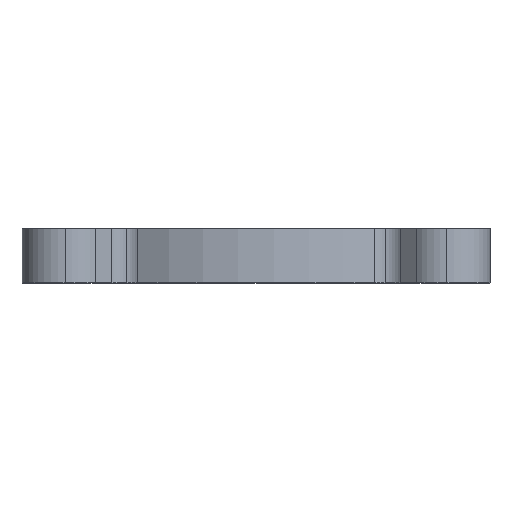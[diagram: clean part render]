
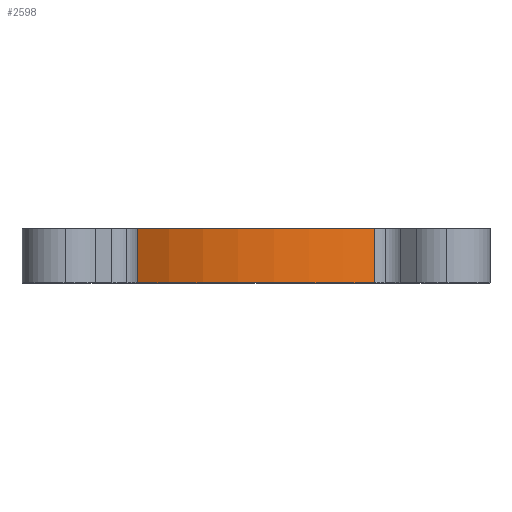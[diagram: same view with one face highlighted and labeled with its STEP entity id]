
A CAD part, top view. The second image highlights one B-rep face of the part: STEP entity #2598.
In plain terms, the highlighted cylindrical face has radius 16.51 mm (diameter 33.02 mm), a partial arc.
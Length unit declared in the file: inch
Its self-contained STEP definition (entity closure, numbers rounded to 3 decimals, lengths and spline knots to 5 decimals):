
#48 = DIRECTION ( 'NONE',  ( 0., -1., 0. ) ) ;
#110 = EDGE_LOOP ( 'NONE', ( #1759, #690, #1243, #224 ) ) ;
#202 = VERTEX_POINT ( 'NONE', #1903 ) ;
#224 = ORIENTED_EDGE ( 'NONE', *, *, #1795, .T. ) ;
#227 = AXIS2_PLACEMENT_3D ( 'NONE', #2564, #48, #1726 ) ;
#241 = DIRECTION ( 'NONE',  ( 0., 0., 1. ) ) ;
#261 = DIRECTION ( 'NONE',  ( 0., 1., 0. ) ) ;
#268 = CARTESIAN_POINT ( 'NONE',  ( 0., 0., 0. ) ) ;
#438 = CIRCLE ( 'NONE', #1285, 0.65 ) ;
#454 = EDGE_CURVE ( 'NONE', #2594, #718, #2719, .T. ) ;
#597 = LINE ( 'NONE', #2462, #1730 ) ;
#649 = CIRCLE ( 'NONE', #2638, 0.65 ) ;
#690 = ORIENTED_EDGE ( 'NONE', *, *, #454, .T. ) ;
#718 = VERTEX_POINT ( 'NONE', #2259 ) ;
#735 = DIRECTION ( 'NONE',  ( 0., 1., 0. ) ) ;
#829 = CYLINDRICAL_SURFACE ( 'NONE', #227, 0.65 ) ;
#1157 = EDGE_CURVE ( 'NONE', #2558, #2594, #438, .T. ) ;
#1243 = ORIENTED_EDGE ( 'NONE', *, *, #2348, .F. ) ;
#1280 = CARTESIAN_POINT ( 'NONE',  ( 0.32924, 0., 0.56045 ) ) ;
#1285 = AXIS2_PLACEMENT_3D ( 'NONE', #268, #261, #241 ) ;
#1498 = CARTESIAN_POINT ( 'NONE',  ( 0.32924, 0.15, 0.56045 ) ) ;
#1579 = VECTOR ( 'NONE', #2593, 39.37008 ) ;
#1726 = DIRECTION ( 'NONE',  ( 0., 0., -1. ) ) ;
#1730 = VECTOR ( 'NONE', #2499, 39.37008 ) ;
#1759 = ORIENTED_EDGE ( 'NONE', *, *, #1157, .T. ) ;
#1795 = EDGE_CURVE ( 'NONE', #202, #2558, #597, .T. ) ;
#1903 = CARTESIAN_POINT ( 'NONE',  ( -0.32924, 0.15, 0.56045 ) ) ;
#1908 = CARTESIAN_POINT ( 'NONE',  ( -0.32924, 0., 0.56045 ) ) ;
#2029 = CARTESIAN_POINT ( 'NONE',  ( 0., 0.15, 0. ) ) ;
#2254 = DIRECTION ( 'NONE',  ( 0., 0., 1. ) ) ;
#2259 = CARTESIAN_POINT ( 'NONE',  ( 0.32924, 0.15, 0.56045 ) ) ;
#2348 = EDGE_CURVE ( 'NONE', #202, #718, #649, .T. ) ;
#2462 = CARTESIAN_POINT ( 'NONE',  ( -0.32924, 0.15, 0.56045 ) ) ;
#2499 = DIRECTION ( 'NONE',  ( 0., -1., 0. ) ) ;
#2541 = FACE_OUTER_BOUND ( 'NONE', #110, .T. ) ;
#2558 = VERTEX_POINT ( 'NONE', #1908 ) ;
#2564 = CARTESIAN_POINT ( 'NONE',  ( 0., 0.15, 0. ) ) ;
#2593 = DIRECTION ( 'NONE',  ( 0., 1., 0. ) ) ;
#2594 = VERTEX_POINT ( 'NONE', #1280 ) ;
#2598 = ADVANCED_FACE ( 'NONE', ( #2541 ), #829, .T. ) ;
#2638 = AXIS2_PLACEMENT_3D ( 'NONE', #2029, #735, #2254 ) ;
#2719 = LINE ( 'NONE', #1498, #1579 ) ;
